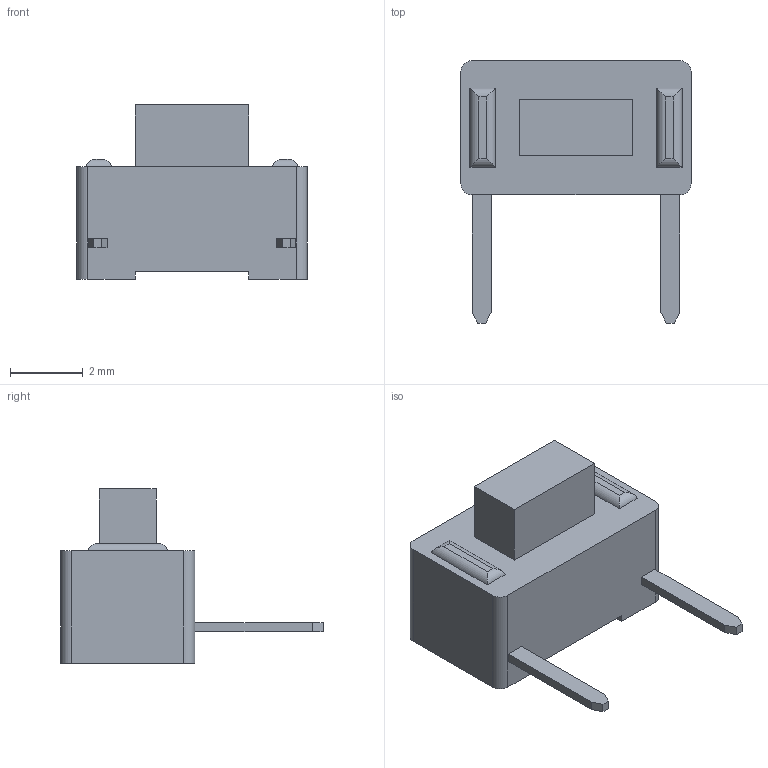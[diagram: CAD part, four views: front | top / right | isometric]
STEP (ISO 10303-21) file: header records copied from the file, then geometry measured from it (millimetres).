
FILE_DESCRIPTION(/* description */ (''),/* implementation_level */ '2;1');
FILE_NAME(/* name */ 'Pushbutton (TC-1101DE-B-D_C561494) code _ B.step',/* time_stamp */ '2022-02-02T10:44:04+07:00',/* author */ (''),/* organization */ (''),/* preprocessor_version */ 'ST-DEVELOPER v18.1',/* originating_system */ 'Autodesk Translation Framework v10.10.0.1391',/* authorisation */ '');
FILE_SCHEMA (('AUTOMOTIVE_DESIGN { 1 0 10303 214 3 1 1 }'));
Length unit declared in the file: millimetre
Products named in the file (1): Pushbutton (TC-1101DE-B-D_C561494)
Bounding box: 6.34 x 7.23 x 4.8 mm (x, y, z)
Volume: 79.6 mm3; surface area: 135 mm2
Topology: 1 solids, 1 shells, 43 faces, 108 edges, 72 vertices
Faces by surface type: plane 31, cylinder 12
Entity records: 1311 total; most frequent: CARTESIAN_POINT 224, ORIENTED_EDGE 216, DIRECTION 212, EDGE_CURVE 108, LINE 92, VECTOR 92, VERTEX_POINT 72, AXIS2_PLACEMENT_3D 60
